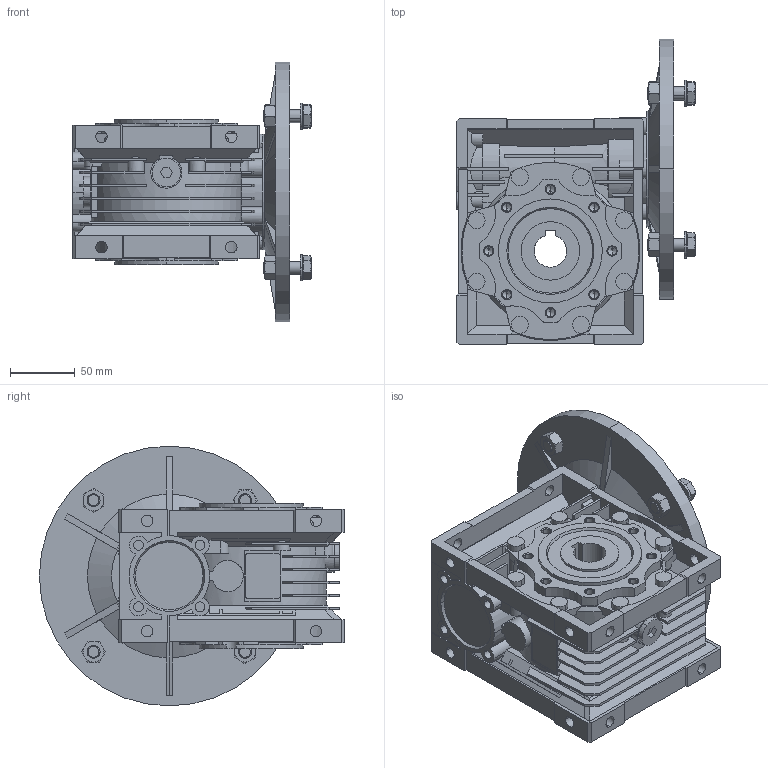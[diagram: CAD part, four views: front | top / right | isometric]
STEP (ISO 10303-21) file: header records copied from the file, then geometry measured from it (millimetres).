
FILE_DESCRIPTION (( 'STEP AP203' ), '1' );
FILE_NAME ('WGA-63M-080-80B5.step', '2024-12-18T19:33:49', ( '' ), ( '' ), 'SwSTEP 2.0', 'SolidWorks 2024', '' );
FILE_SCHEMA (( 'CONFIG_CONTROL_DESIGN' ));
Length unit declared in the file: millimetre
Products named in the file (1): WGA-63M-080-80B5
Bounding box: 183.43 x 235 x 200 mm (x, y, z)
Volume: 2032274.7 mm3; surface area: 401436.9 mm2
Topology: 20 solids, 22 shells, 1529 faces, 4027 edges, 2566 vertices
Faces by surface type: plane 897, cylinder 394, cone 226, torus 12
Entity records: 48149 total; most frequent: CARTESIAN_POINT 10365, ORIENTED_EDGE 7986, DIRECTION 7777, EDGE_CURVE 3993, AXIS2_PLACEMENT_3D 2696, VERTEX_POINT 2566, LINE 2385, VECTOR 2385
